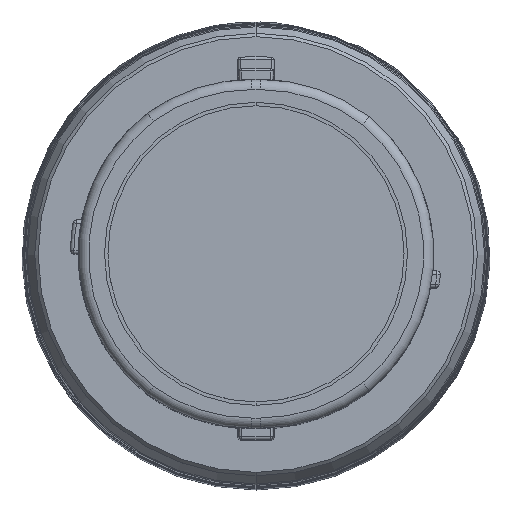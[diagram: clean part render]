
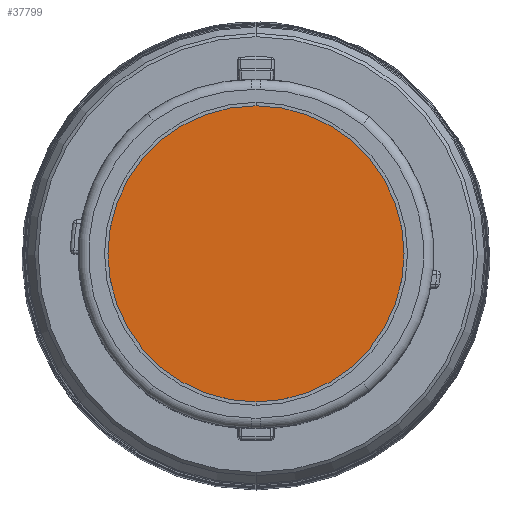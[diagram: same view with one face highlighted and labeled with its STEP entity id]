
A CAD part, top view. The second image highlights one B-rep face of the part: STEP entity #37799.
In plain terms, the highlighted planar face has unit normal (0, 0, 1).
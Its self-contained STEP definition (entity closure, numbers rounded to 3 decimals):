
#11689=CARTESIAN_POINT('',(0.,0.,47.55));
#11690=DIRECTION('',(0.,0.,1.));
#11691=DIRECTION('',(0.,1.,0.));
#11692=AXIS2_PLACEMENT_3D('',#11689,#11690,#11691);
#11699=CARTESIAN_POINT('',(0.,0.,47.55));
#11700=DIRECTION('',(0.,0.,1.));
#11701=DIRECTION('',(0.,-1.,0.));
#11702=AXIS2_PLACEMENT_3D('',#11699,#11700,#11701);
#17584=CARTESIAN_POINT('',(0.,8.9,47.55));
#17585=CARTESIAN_POINT('',(0.,-8.9,47.55));
#17586=VERTEX_POINT('',#17584);
#17587=VERTEX_POINT('',#17585);
#37789=CARTESIAN_POINT('',(0.,0.,47.55));
#37790=DIRECTION('',(0.,0.,-1.));
#37791=DIRECTION('',(0.,-1.,0.));
#37792=AXIS2_PLACEMENT_3D('',#37789,#37790,#37791);
#37793=PLANE('',#37792);
#37794=ORIENTED_EDGE('',*,*,#37779,.F.);
#37796=ORIENTED_EDGE('',*,*,#37795,.F.);
#37797=EDGE_LOOP('',(#37794,#37796));
#37798=FACE_OUTER_BOUND('',#37797,.F.);
#37799=ADVANCED_FACE('',(#37798),#37793,.F.);
#11693=CIRCLE('',#11692,8.9);
#11703=CIRCLE('',#11702,8.9);
#37779=EDGE_CURVE('',#17586,#17587,#11693,.T.);
#37795=EDGE_CURVE('',#17587,#17586,#11703,.T.);
